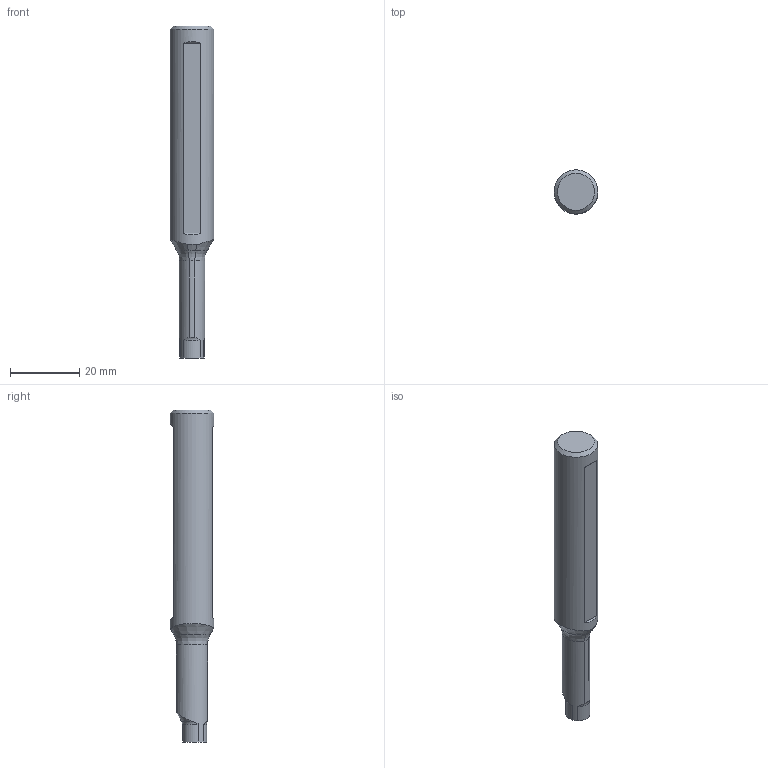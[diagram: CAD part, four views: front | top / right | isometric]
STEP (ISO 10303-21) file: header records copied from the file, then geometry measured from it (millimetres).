
FILE_DESCRIPTION(/* description */ (''),/* implementation_level */ '2;1');
FILE_NAME(/* name */ '1589948159445.stp',/* time_stamp */ '2020-05-20T09:46:12+05:00',/* author */ (''),/* organization */ ('SMS'),/* preprocessor_version */ 'ST-DEVELOPER v16.7',/* originating_system */ 'SIEMENS PLM Software NX 12.0',/* authorisation */ '');
FILE_SCHEMA (('AUTOMOTIVE_DESIGN { 1 0 10303 214 3 1 1 1 }'));
Length unit declared in the file: millimetre
Products named in the file (1): 202740156mod000_00
Bounding box: 12.7 x 12.7 x 96.1 mm (x, y, z)
Volume: 9325.7 mm3; surface area: 3497.8 mm2
Topology: 1 solids, 1 shells, 29 faces, 78 edges, 56 vertices
Faces by surface type: bspline 10, plane 8, cylinder 7, torus 2, cone 2
Full cylindrical faces by diameter (mm): 12.7 x1
Entity records: 1443 total; most frequent: CARTESIAN_POINT 784, ORIENTED_EDGE 150, DIRECTION 87, EDGE_CURVE 75, VERTEX_POINT 52, EDGE_LOOP 33, B_SPLINE_CURVE_WITH_KNOTS 33, AXIS2_PLACEMENT_3D 33
